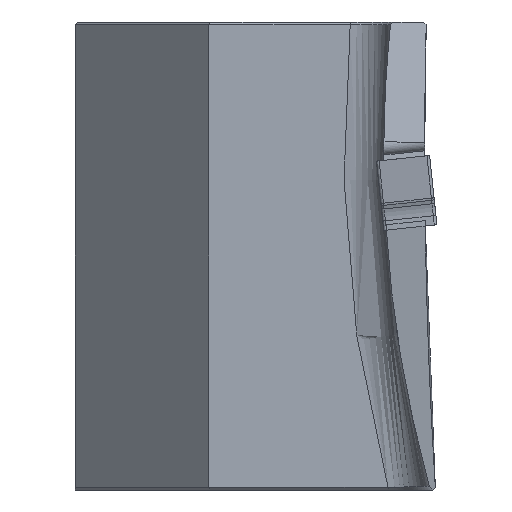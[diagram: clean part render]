
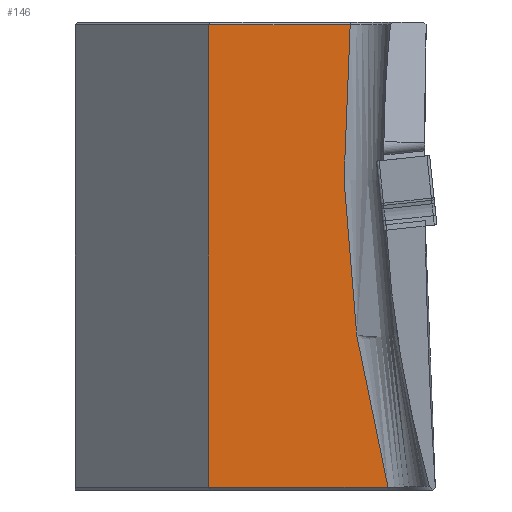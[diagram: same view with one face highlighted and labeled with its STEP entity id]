
A CAD part, left-side view. The second image highlights one B-rep face of the part: STEP entity #146.
In plain terms, the highlighted planar face has unit normal (-1, 0, 0).
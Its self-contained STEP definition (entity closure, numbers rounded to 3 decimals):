
#85=CIRCLE('',#1374,96.);
#146=ADVANCED_FACE('',(#266),#219,.F.);
#219=PLANE('',#1375);
#266=FACE_OUTER_BOUND('',#341,.T.);
#341=EDGE_LOOP('',(#493,#494,#495,#496));
#493=ORIENTED_EDGE('',*,*,#972,.T.);
#494=ORIENTED_EDGE('',*,*,#973,.T.);
#495=ORIENTED_EDGE('',*,*,#974,.T.);
#496=ORIENTED_EDGE('',*,*,#975,.T.);
#844=VERTEX_POINT('',#2026);
#845=VERTEX_POINT('',#2027);
#846=VERTEX_POINT('',#2029);
#847=VERTEX_POINT('',#2031);
#972=EDGE_CURVE('',#844,#845,#85,.T.);
#973=EDGE_CURVE('',#845,#846,#1142,.T.);
#974=EDGE_CURVE('',#846,#847,#1143,.T.);
#975=EDGE_CURVE('',#847,#844,#1144,.T.);
#1142=LINE('',#2028,#1264);
#1143=LINE('',#2030,#1265);
#1144=LINE('',#2032,#1266);
#1264=VECTOR('',#1567,1.);
#1265=VECTOR('',#1568,1.);
#1266=VECTOR('',#1569,1.);
#1374=AXIS2_PLACEMENT_3D('',#2025,#1565,#1566);
#1375=AXIS2_PLACEMENT_3D('',#2033,#1570,#1571);
#1565=DIRECTION('',(1.,0.,0.));
#1566=DIRECTION('',(0.,0.,-1.));
#1567=DIRECTION('',(0.,1.,0.));
#1568=DIRECTION('',(0.,0.,-1.));
#1569=DIRECTION('',(0.,-1.,0.));
#1570=DIRECTION('',(1.,0.,0.));
#1571=DIRECTION('',(0.,0.,-1.));
#2025=CARTESIAN_POINT('',(28.,-116.091,0.2));
#2026=CARTESIAN_POINT('',(28.,-23.403,-24.8));
#2027=CARTESIAN_POINT('',(28.,-20.572,9.8));
#2028=CARTESIAN_POINT('',(28.,-116.091,9.8));
#2029=CARTESIAN_POINT('',(28.,-10.,9.8));
#2030=CARTESIAN_POINT('',(28.,-10.,10.));
#2031=CARTESIAN_POINT('',(28.,-10.,-24.8));
#2032=CARTESIAN_POINT('',(28.,-116.091,-24.8));
#2033=CARTESIAN_POINT('',(28.,-116.091,0.2));
